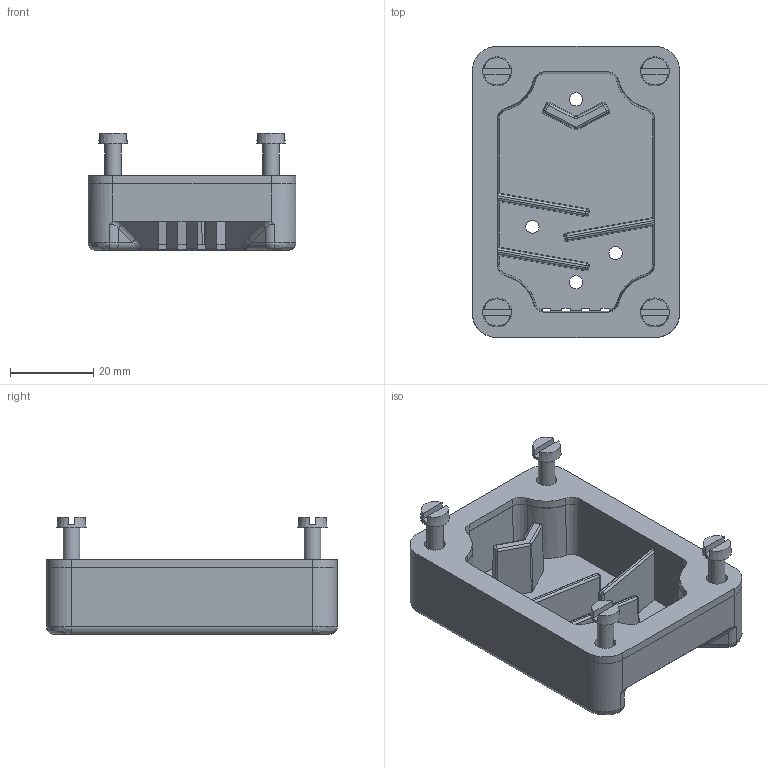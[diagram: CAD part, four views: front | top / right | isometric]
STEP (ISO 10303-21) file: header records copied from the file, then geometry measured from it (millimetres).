
FILE_DESCRIPTION (( 'STEP AP214' ), '1' );
FILE_NAME ('REDV4XKIT.STEP', '2018-10-25T15:18:47', ( '' ), ( '' ), 'SwSTEP 2.0', 'SolidWorks 2017', '' );
FILE_SCHEMA (( 'AUTOMOTIVE_DESIGN' ));
Length unit declared in the file: inch
Products named in the file (1): REDV4XKIT
Bounding box: 50.01 x 70 x 28.36 mm (x, y, z)
Volume: 32903.1 mm3; surface area: 22407.6 mm2
Topology: 10 solids, 10 shells, 1377 faces, 3729 edges, 2455 vertices
Faces by surface type: plane 1050, bspline 152, cylinder 117, cone 56, torus 2
Full cylindrical faces by diameter (mm): 0.26 x1, 3.175 x4, 3.3 x4, 4 x4, 4.762 x2, 4.763 x2, 5 x4, 6 x4
Entity records: 62011 total; most frequent: CARTESIAN_POINT 10642, ORIENTED_EDGE 7284, DIRECTION 5996, EDGE_CURVE 3642, VECTOR 2922, LINE 2922, VERTEX_POINT 2435, EDGE_LOOP 1561
